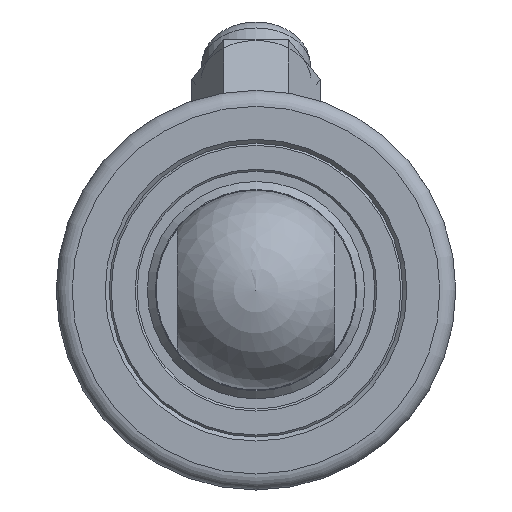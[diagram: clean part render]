
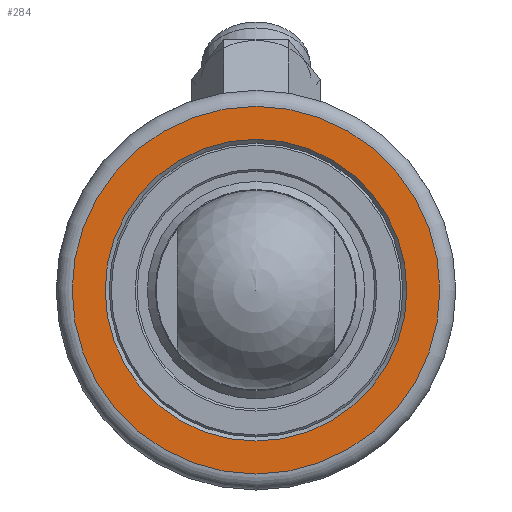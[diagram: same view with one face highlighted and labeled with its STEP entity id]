
A CAD part, left-side view. The second image highlights one B-rep face of the part: STEP entity #284.
In plain terms, the highlighted face is planar.
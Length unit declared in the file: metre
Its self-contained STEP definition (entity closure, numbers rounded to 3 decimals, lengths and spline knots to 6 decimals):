
#284 = ADVANCED_FACE( '', ( #521, #522 ), #523, .T. );
#521 = FACE_BOUND( '', #733, .T. );
#522 = FACE_OUTER_BOUND( '', #734, .T. );
#523 = PLANE( '', #735 );
#733 = EDGE_LOOP( '', ( #1056 ) );
#734 = EDGE_LOOP( '', ( #1057 ) );
#735 = AXIS2_PLACEMENT_3D( '', #1058, #1059, #1060 );
#1056 = ORIENTED_EDGE( '', *, *, #1171, .T. );
#1057 = ORIENTED_EDGE( '', *, *, #1207, .T. );
#1058 = CARTESIAN_POINT( '', ( 0.0025, 0., 0. ) );
#1059 = DIRECTION( '', ( 1., 0., 0. ) );
#1060 = DIRECTION( '', ( 0., 1., 0. ) );
#1171 = EDGE_CURVE( '', #1320, #1320, #1321, .F. );
#1207 = EDGE_CURVE( '', #1378, #1378, #1379, .T. );
#1320 = VERTEX_POINT( '', #1616 );
#1321 = CIRCLE( '', #1617, 0.018875 );
#1378 = VERTEX_POINT( '', #1682 );
#1379 = CIRCLE( '', #1683, 0.023 );
#1616 = CARTESIAN_POINT( '', ( 0.0025, 0., -0.018875 ) );
#1617 = AXIS2_PLACEMENT_3D( '', #1902, #1903, #1904 );
#1682 = CARTESIAN_POINT( '', ( 0.0025, 0., -0.023 ) );
#1683 = AXIS2_PLACEMENT_3D( '', #1955, #1956, #1957 );
#1902 = CARTESIAN_POINT( '', ( 0.0025, 0., 0. ) );
#1903 = DIRECTION( '', ( 1., 0., 0. ) );
#1904 = DIRECTION( '', ( 0., 0., -1. ) );
#1955 = CARTESIAN_POINT( '', ( 0.0025, 0., 0. ) );
#1956 = DIRECTION( '', ( 1., 0., 0. ) );
#1957 = DIRECTION( '', ( 0., 0., -1. ) );
